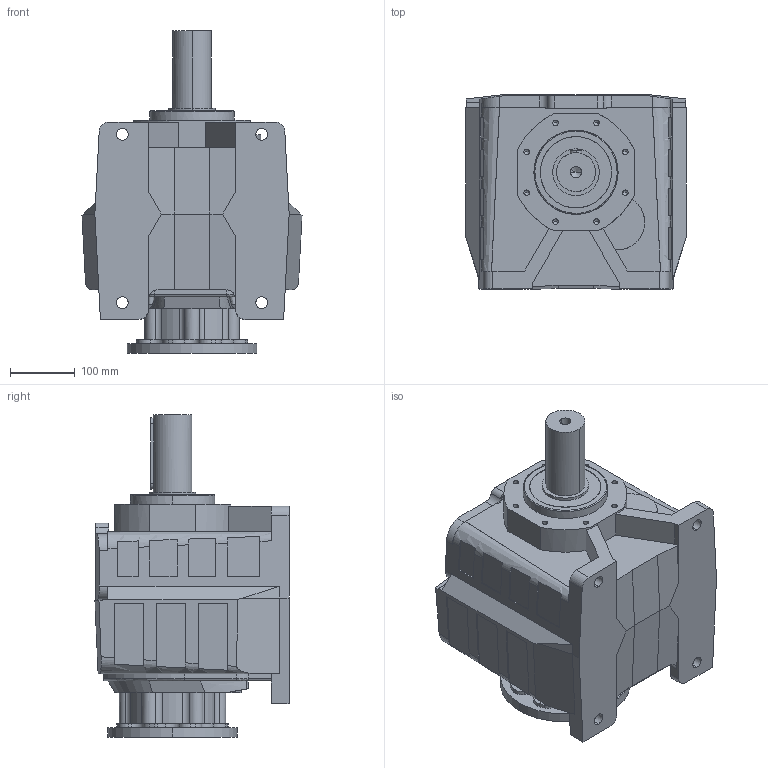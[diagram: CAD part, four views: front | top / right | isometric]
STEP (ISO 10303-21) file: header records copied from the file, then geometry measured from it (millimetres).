
FILE_DESCRIPTION (( 'STEP AP203' ), '1' );
FILE_NAME ('MRD-62.STEP', '2021-06-01T09:14:21', ( '' ), ( '' ), 'SwSTEP 2.0', 'SolidWorks 2015', '' );
FILE_SCHEMA (( 'CONFIG_CONTROL_DESIGN' ));
Length unit declared in the file: millimetre
Products named in the file (2): MRD-62
Bounding box: 339.75 x 299.85 x 498 mm (x, y, z)
Volume: 23919838.3 mm3; surface area: 769767.8 mm2
Topology: 1 solids, 12 shells, 599 faces, 1644 edges, 1054 vertices
Faces by surface type: cylinder 299, plane 243, cone 38, bspline 19
Entity records: 30024 total; most frequent: CARTESIAN_POINT 15452, ORIENTED_EDGE 3228, DIRECTION 2644, EDGE_CURVE 1614, VERTEX_POINT 1054, AXIS2_PLACEMENT_3D 893, VECTOR 858, LINE 858
